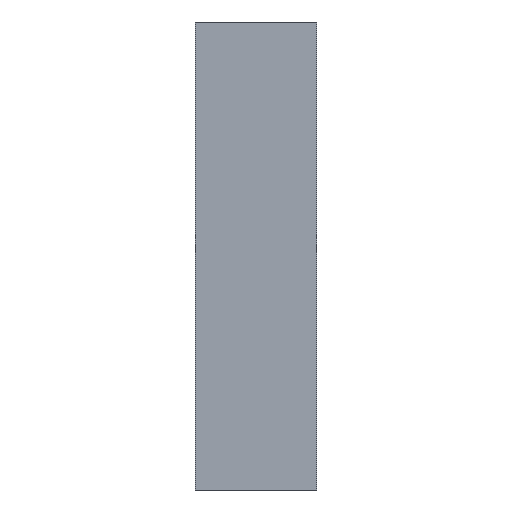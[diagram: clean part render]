
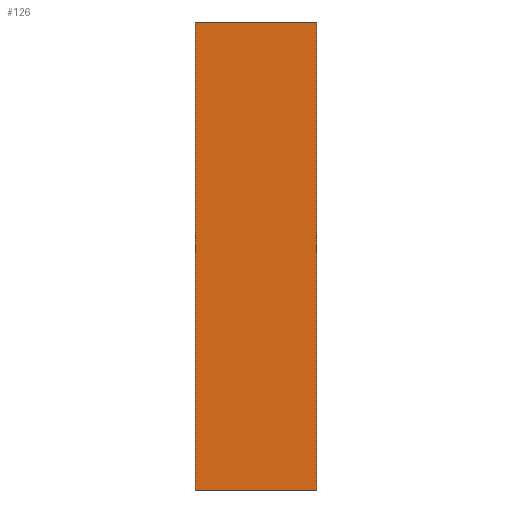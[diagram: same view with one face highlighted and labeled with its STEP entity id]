
A CAD part, front view. The second image highlights one B-rep face of the part: STEP entity #126.
In plain terms, the highlighted planar face has unit normal (0, -1, 0).
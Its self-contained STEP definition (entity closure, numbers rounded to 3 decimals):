
#16 = LINE ( 'NONE', #150, #186 ) ;
#24 = PLANE ( 'NONE',  #225 ) ;
#29 = CARTESIAN_POINT ( 'NONE',  ( 0., 0., 243. ) ) ;
#44 = ORIENTED_EDGE ( 'NONE', *, *, #45, .T. ) ;
#45 = EDGE_CURVE ( 'NONE', #342, #86, #323, .T. ) ;
#49 = CARTESIAN_POINT ( 'NONE',  ( 0., 0., -243. ) ) ;
#52 = VECTOR ( 'NONE', #110, 1000. ) ;
#54 = DIRECTION ( 'NONE',  ( 0., -1., 0. ) ) ;
#57 = EDGE_LOOP ( 'NONE', ( #44, #233, #136, #67 ) ) ;
#63 = VERTEX_POINT ( 'NONE', #124 ) ;
#67 = ORIENTED_EDGE ( 'NONE', *, *, #106, .T. ) ;
#75 = LINE ( 'NONE', #263, #153 ) ;
#82 = EDGE_CURVE ( 'NONE', #157, #63, #16, .T. ) ;
#84 = CARTESIAN_POINT ( 'NONE',  ( 63., 0., -243. ) ) ;
#86 = VERTEX_POINT ( 'NONE', #314 ) ;
#106 = EDGE_CURVE ( 'NONE', #157, #342, #75, .T. ) ;
#110 = DIRECTION ( 'NONE',  ( 1., 0., 0. ) ) ;
#122 = DIRECTION ( 'NONE',  ( 0., 0., 1. ) ) ;
#124 = CARTESIAN_POINT ( 'NONE',  ( -63., 0., 243. ) ) ;
#126 = ADVANCED_FACE ( 'NONE', ( #176 ), #24, .T. ) ;
#136 = ORIENTED_EDGE ( 'NONE', *, *, #82, .F. ) ;
#150 = CARTESIAN_POINT ( 'NONE',  ( -63., 0., -243. ) ) ;
#153 = VECTOR ( 'NONE', #315, 1000. ) ;
#157 = VERTEX_POINT ( 'NONE', #262 ) ;
#163 = EDGE_CURVE ( 'NONE', #63, #86, #294, .T. ) ;
#176 = FACE_OUTER_BOUND ( 'NONE', #57, .T. ) ;
#178 = DIRECTION ( 'NONE',  ( 1., 0., 0. ) ) ;
#186 = VECTOR ( 'NONE', #122, 1000. ) ;
#190 = DIRECTION ( 'NONE',  ( 0., 0., 1. ) ) ;
#196 = CARTESIAN_POINT ( 'NONE',  ( 63., 0., -243. ) ) ;
#225 = AXIS2_PLACEMENT_3D ( 'NONE', #49, #54, #178 ) ;
#233 = ORIENTED_EDGE ( 'NONE', *, *, #163, .F. ) ;
#261 = VECTOR ( 'NONE', #190, 1000. ) ;
#262 = CARTESIAN_POINT ( 'NONE',  ( -63., 0., -243. ) ) ;
#263 = CARTESIAN_POINT ( 'NONE',  ( 0., 0., -243. ) ) ;
#294 = LINE ( 'NONE', #29, #52 ) ;
#314 = CARTESIAN_POINT ( 'NONE',  ( 63., 0., 243. ) ) ;
#315 = DIRECTION ( 'NONE',  ( 1., 0., 0. ) ) ;
#323 = LINE ( 'NONE', #84, #261 ) ;
#342 = VERTEX_POINT ( 'NONE', #196 ) ;
